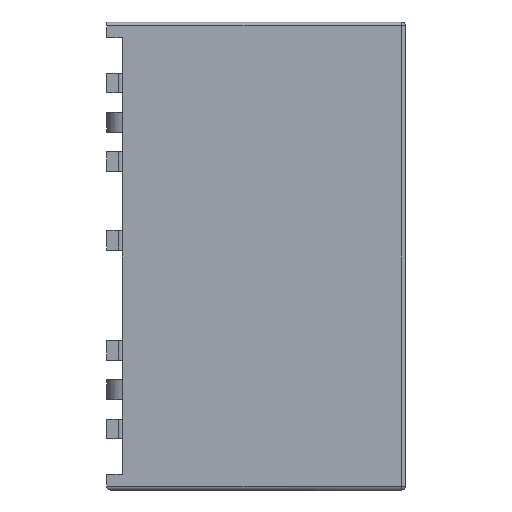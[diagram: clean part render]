
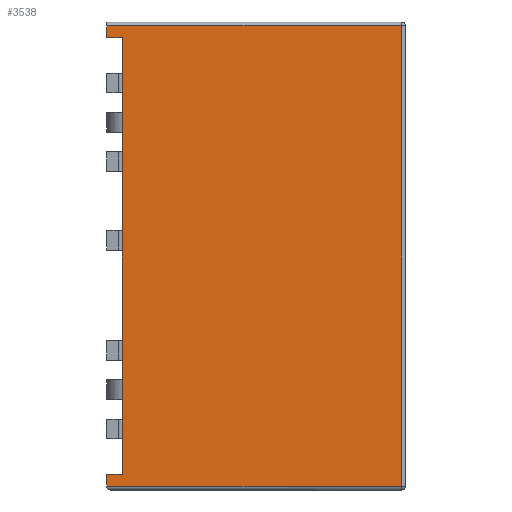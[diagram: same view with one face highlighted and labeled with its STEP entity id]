
A CAD part, left-side view. The second image highlights one B-rep face of the part: STEP entity #3538.
In plain terms, the highlighted face is planar.
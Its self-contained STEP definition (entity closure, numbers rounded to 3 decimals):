
#56 = LINE ( 'NONE', #10911, #11394 ) ;
#221 = LINE ( 'NONE', #8337, #897 ) ;
#505 = EDGE_CURVE ( 'NONE', #2954, #5800, #56, .T. ) ;
#582 = CARTESIAN_POINT ( 'NONE',  ( -5.95, 7.5, -5.65 ) ) ;
#804 = EDGE_LOOP ( 'NONE', ( #1213, #13954, #1735, #4714, #12037, #7749, #12027, #4793 ) ) ;
#856 = EDGE_CURVE ( 'NONE', #6041, #1789, #5430, .T. ) ;
#897 = VECTOR ( 'NONE', #3869, 1000. ) ;
#1074 = DIRECTION ( 'NONE',  ( 0., 1., 0. ) ) ;
#1213 = ORIENTED_EDGE ( 'NONE', *, *, #5165, .T. ) ;
#1480 = DIRECTION ( 'NONE',  ( -1., 0., 0. ) ) ;
#1715 = VERTEX_POINT ( 'NONE', #5702 ) ;
#1735 = ORIENTED_EDGE ( 'NONE', *, *, #10603, .T. ) ;
#1789 = VERTEX_POINT ( 'NONE', #2127 ) ;
#2127 = CARTESIAN_POINT ( 'NONE',  ( -5.55, 0., -5.65 ) ) ;
#2191 = VERTEX_POINT ( 'NONE', #4797 ) ;
#2426 = LINE ( 'NONE', #14447, #5918 ) ;
#2528 = VERTEX_POINT ( 'NONE', #9428 ) ;
#2954 = VERTEX_POINT ( 'NONE', #12360 ) ;
#2971 = DIRECTION ( 'NONE',  ( 0., -1., 0. ) ) ;
#3538 = ADVANCED_FACE ( 'NONE', ( #9811 ), #3994, .F. ) ;
#3682 = VECTOR ( 'NONE', #1480, 1000. ) ;
#3869 = DIRECTION ( 'NONE',  ( -1., 0., 0. ) ) ;
#3994 = PLANE ( 'NONE',  #11770 ) ;
#4403 = DIRECTION ( 'NONE',  ( 0., 1., 0. ) ) ;
#4430 = LINE ( 'NONE', #9590, #7046 ) ;
#4714 = ORIENTED_EDGE ( 'NONE', *, *, #6431, .T. ) ;
#4793 = ORIENTED_EDGE ( 'NONE', *, *, #14285, .T. ) ;
#4797 = CARTESIAN_POINT ( 'NONE',  ( -5.85, 7.5, -5.65 ) ) ;
#5048 = LINE ( 'NONE', #7654, #12017 ) ;
#5165 = EDGE_CURVE ( 'NONE', #2191, #2954, #6810, .T. ) ;
#5430 = LINE ( 'NONE', #12723, #9465 ) ;
#5702 = CARTESIAN_POINT ( 'NONE',  ( 5.55, 0., -5.65 ) ) ;
#5800 = VERTEX_POINT ( 'NONE', #11593 ) ;
#5918 = VECTOR ( 'NONE', #1074, 1000. ) ;
#6040 = DIRECTION ( 'NONE',  ( 0., -1., 0. ) ) ;
#6041 = VERTEX_POINT ( 'NONE', #10052 ) ;
#6317 = CARTESIAN_POINT ( 'NONE',  ( -5.95, 7.6, -5.65 ) ) ;
#6431 = EDGE_CURVE ( 'NONE', #1715, #2528, #2426, .T. ) ;
#6810 = LINE ( 'NONE', #582, #11709 ) ;
#7020 = CARTESIAN_POINT ( 'NONE',  ( -5.95, 0., -5.65 ) ) ;
#7046 = VECTOR ( 'NONE', #9502, 1000. ) ;
#7654 = CARTESIAN_POINT ( 'NONE',  ( -5.85, 7.6, -5.65 ) ) ;
#7749 = ORIENTED_EDGE ( 'NONE', *, *, #856, .T. ) ;
#8191 = LINE ( 'NONE', #7020, #3682 ) ;
#8337 = CARTESIAN_POINT ( 'NONE',  ( -5.55, 0.4, -5.65 ) ) ;
#9428 = CARTESIAN_POINT ( 'NONE',  ( 5.55, 0.4, -5.65 ) ) ;
#9465 = VECTOR ( 'NONE', #6040, 1000. ) ;
#9502 = DIRECTION ( 'NONE',  ( -1., 0., 0. ) ) ;
#9590 = CARTESIAN_POINT ( 'NONE',  ( -5.95, 0., -5.65 ) ) ;
#9811 = FACE_OUTER_BOUND ( 'NONE', #804, .T. ) ;
#10052 = CARTESIAN_POINT ( 'NONE',  ( -5.55, 0.4, -5.65 ) ) ;
#10603 = EDGE_CURVE ( 'NONE', #5800, #1715, #4430, .T. ) ;
#10911 = CARTESIAN_POINT ( 'NONE',  ( 5.85, 7.6, -5.65 ) ) ;
#11394 = VECTOR ( 'NONE', #2971, 1000. ) ;
#11593 = CARTESIAN_POINT ( 'NONE',  ( 5.85, 0., -5.65 ) ) ;
#11709 = VECTOR ( 'NONE', #14179, 1000. ) ;
#11770 = AXIS2_PLACEMENT_3D ( 'NONE', #6317, #14148, #12853 ) ;
#12017 = VECTOR ( 'NONE', #4403, 1000. ) ;
#12027 = ORIENTED_EDGE ( 'NONE', *, *, #14020, .T. ) ;
#12037 = ORIENTED_EDGE ( 'NONE', *, *, #12793, .T. ) ;
#12360 = CARTESIAN_POINT ( 'NONE',  ( 5.85, 7.5, -5.65 ) ) ;
#12723 = CARTESIAN_POINT ( 'NONE',  ( -5.55, 0., -5.65 ) ) ;
#12793 = EDGE_CURVE ( 'NONE', #2528, #6041, #221, .T. ) ;
#12853 = DIRECTION ( 'NONE',  ( 1., 0., 0. ) ) ;
#13434 = VERTEX_POINT ( 'NONE', #14283 ) ;
#13954 = ORIENTED_EDGE ( 'NONE', *, *, #505, .T. ) ;
#14020 = EDGE_CURVE ( 'NONE', #1789, #13434, #8191, .T. ) ;
#14148 = DIRECTION ( 'NONE',  ( 0., 0., 1. ) ) ;
#14179 = DIRECTION ( 'NONE',  ( 1., 0., 0. ) ) ;
#14283 = CARTESIAN_POINT ( 'NONE',  ( -5.85, 0., -5.65 ) ) ;
#14285 = EDGE_CURVE ( 'NONE', #13434, #2191, #5048, .T. ) ;
#14447 = CARTESIAN_POINT ( 'NONE',  ( 5.55, 0., -5.65 ) ) ;
